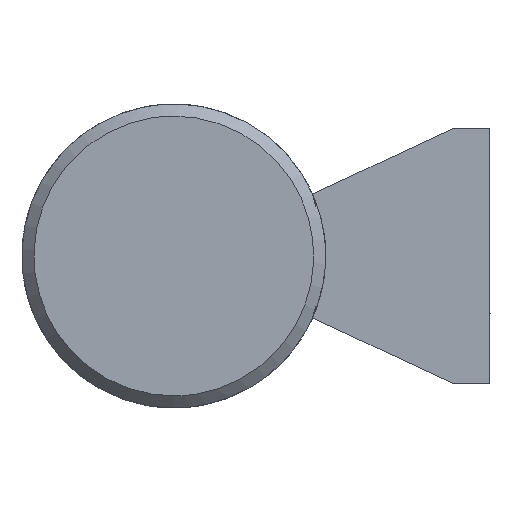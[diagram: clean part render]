
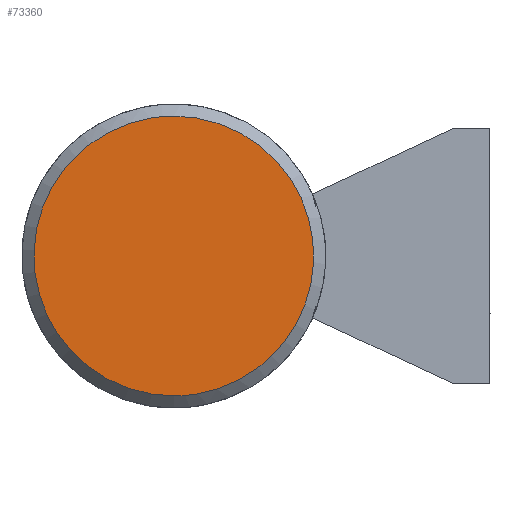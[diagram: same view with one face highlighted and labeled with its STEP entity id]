
A CAD part, left-side view. The second image highlights one B-rep face of the part: STEP entity #73360.
In plain terms, the highlighted free-form (B-spline) face has degree [1, 1] with [2, 2] control points.
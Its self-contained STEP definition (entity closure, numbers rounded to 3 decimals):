
#72840 = CARTESIAN_POINT ('', (0., 26., 11.5));
#72850 = VERTEX_POINT ('', #72840);
#72860 = CARTESIAN_POINT ('', (0., 26., -11.5));
#72870 = VERTEX_POINT ('', #72860);
#72880 = CARTESIAN_POINT ('', (0., 26., 11.5));
#72890 = CARTESIAN_POINT ('', (0., 3., 11.5));
#72900 = CARTESIAN_POINT ('', (0., 3., -11.5));
#72910 = CARTESIAN_POINT ('', (0., 26., -11.5));
#72920 = (
   BOUNDED_CURVE ()
   B_SPLINE_CURVE (3, (#72880, #72890, #72900, #72910), .UNSPECIFIED., .F., .U.)
   B_SPLINE_CURVE_WITH_KNOTS ((4, 4), (0., 1.), .UNSPECIFIED.)
   CURVE ()
   GEOMETRIC_REPRESENTATION_ITEM ()
   RATIONAL_B_SPLINE_CURVE ((1., 0.333, 0.333, 1.))
   REPRESENTATION_ITEM ('')
);
#72930 = EDGE_CURVE ('', #72850, #72870, #72920, .T.);
#73020 = CARTESIAN_POINT ('', (0., 26., -11.5));
#73030 = CARTESIAN_POINT ('', (0., 49., -11.5));
#73040 = CARTESIAN_POINT ('', (0., 49., 11.5));
#73050 = CARTESIAN_POINT ('', (0., 26., 11.5));
#73060 = (
   BOUNDED_CURVE ()
   B_SPLINE_CURVE (3, (#73020, #73030, #73040, #73050), .UNSPECIFIED., .F., .U.)
   B_SPLINE_CURVE_WITH_KNOTS ((4, 4), (0., 1.), .UNSPECIFIED.)
   CURVE ()
   GEOMETRIC_REPRESENTATION_ITEM ()
   RATIONAL_B_SPLINE_CURVE ((1., 0.333, 0.333, 1.))
   REPRESENTATION_ITEM ('')
);
#73070 = EDGE_CURVE ('', #72870, #72850, #73060, .T.);
#73270 = ORIENTED_EDGE ('', *, *, #73070, .F.);
#73280 = ORIENTED_EDGE ('', *, *, #72930, .F.);
#73290 = EDGE_LOOP ('', (#73270, #73280));
#73300 = FACE_OUTER_BOUND ('', #73290, .T.);
#73310 = CARTESIAN_POINT ('', (0., 37.638, -11.638));
#73320 = CARTESIAN_POINT ('', (0., 37.638, 11.638));
#73330 = CARTESIAN_POINT ('', (0., 14.362, -11.638));
#73340 = CARTESIAN_POINT ('', (0., 14.362, 11.638));
#73350 = B_SPLINE_SURFACE_WITH_KNOTS ('', 1, 1, ((#73310, #73320), (#73330, #73340)), .UNSPECIFIED., .F., .F., .U., (2, 2), (2, 2), (0., 1.), (0., 1.), .UNSPECIFIED.);
#73360 = ADVANCED_FACE ('', (#73300), #73350, .T.);
